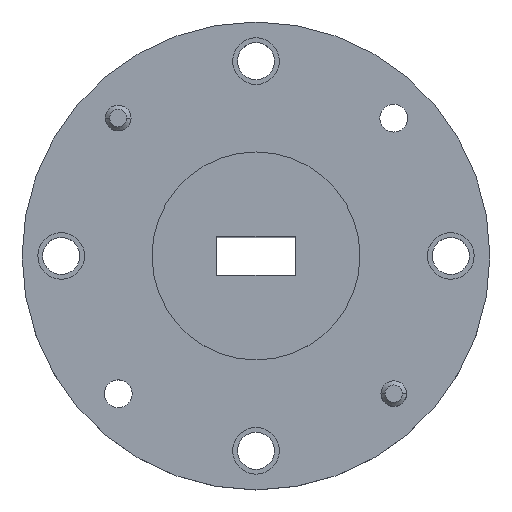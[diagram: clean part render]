
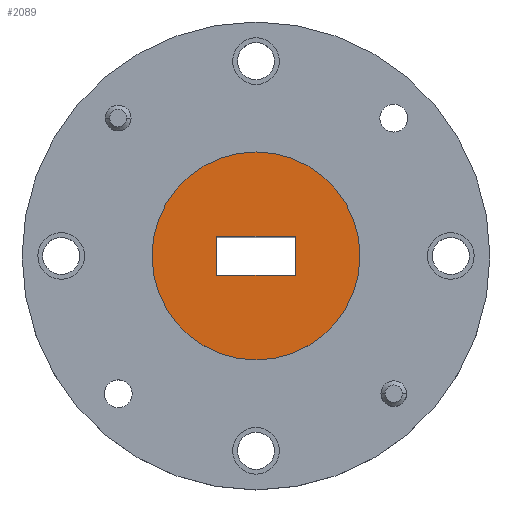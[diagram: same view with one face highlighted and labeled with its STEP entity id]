
A CAD part, top view. The second image highlights one B-rep face of the part: STEP entity #2089.
In plain terms, the highlighted planar face has unit normal (0, 0, 1).
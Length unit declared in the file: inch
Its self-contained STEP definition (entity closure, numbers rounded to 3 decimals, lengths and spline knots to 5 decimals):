
#37 = VECTOR ( 'NONE', #1170, 39.37008 ) ;
#98 = ORIENTED_EDGE ( 'NONE', *, *, #1542, .F. ) ;
#101 = CIRCLE ( 'NONE', #720, 0.25 ) ;
#118 = AXIS2_PLACEMENT_3D ( 'NONE', #2060, #1067, #1726 ) ;
#266 = VERTEX_POINT ( 'NONE', #1064 ) ;
#293 = EDGE_CURVE ( 'NONE', #266, #833, #1307, .T. ) ;
#294 = VERTEX_POINT ( 'NONE', #848 ) ;
#431 = EDGE_LOOP ( 'NONE', ( #98, #1620, #1452, #470 ) ) ;
#470 = ORIENTED_EDGE ( 'NONE', *, *, #1977, .F. ) ;
#523 = VECTOR ( 'NONE', #1890, 39.37008 ) ;
#542 = FACE_BOUND ( 'NONE', #431, .T. ) ;
#575 = VERTEX_POINT ( 'NONE', #2079 ) ;
#594 = CARTESIAN_POINT ( 'NONE',  ( 0., 0., 0. ) ) ;
#599 = EDGE_CURVE ( 'NONE', #833, #575, #1111, .T. ) ;
#661 = DIRECTION ( 'NONE',  ( 0., -1., 0. ) ) ;
#682 = EDGE_LOOP ( 'NONE', ( #971, #1074 ) ) ;
#700 = CIRCLE ( 'NONE', #118, 0.25 ) ;
#720 = AXIS2_PLACEMENT_3D ( 'NONE', #594, #1080, #1089 ) ;
#774 = VERTEX_POINT ( 'NONE', #1036 ) ;
#830 = CARTESIAN_POINT ( 'NONE',  ( -0.094, -0.047, 0. ) ) ;
#833 = VERTEX_POINT ( 'NONE', #1192 ) ;
#835 = CARTESIAN_POINT ( 'NONE',  ( -0.094, 0.047, 0. ) ) ;
#848 = CARTESIAN_POINT ( 'NONE',  ( 0.25, 0., 0. ) ) ;
#849 = FACE_OUTER_BOUND ( 'NONE', #682, .T. ) ;
#925 = EDGE_CURVE ( 'NONE', #294, #774, #101, .T. ) ;
#971 = ORIENTED_EDGE ( 'NONE', *, *, #1874, .T. ) ;
#987 = CARTESIAN_POINT ( 'NONE',  ( -0.094, 0.047, 0. ) ) ;
#1005 = PLANE ( 'NONE',  #2056 ) ;
#1036 = CARTESIAN_POINT ( 'NONE',  ( -0.25, 0., 0. ) ) ;
#1064 = CARTESIAN_POINT ( 'NONE',  ( -0.094, -0.047, 0. ) ) ;
#1067 = DIRECTION ( 'NONE',  ( 0., 0., 1. ) ) ;
#1074 = ORIENTED_EDGE ( 'NONE', *, *, #925, .T. ) ;
#1080 = DIRECTION ( 'NONE',  ( 0., 0., 1. ) ) ;
#1089 = DIRECTION ( 'NONE',  ( 1., 0., 0. ) ) ;
#1111 = LINE ( 'NONE', #1247, #523 ) ;
#1162 = CARTESIAN_POINT ( 'NONE',  ( 0., 0., 0. ) ) ;
#1170 = DIRECTION ( 'NONE',  ( 1., 0., 0. ) ) ;
#1192 = CARTESIAN_POINT ( 'NONE',  ( 0.094, -0.047, 0. ) ) ;
#1247 = CARTESIAN_POINT ( 'NONE',  ( 0.094, -0.047, 0. ) ) ;
#1307 = LINE ( 'NONE', #830, #37 ) ;
#1412 = VECTOR ( 'NONE', #661, 39.37008 ) ;
#1439 = LINE ( 'NONE', #1617, #1412 ) ;
#1452 = ORIENTED_EDGE ( 'NONE', *, *, #293, .F. ) ;
#1481 = DIRECTION ( 'NONE',  ( 0., 0., 1. ) ) ;
#1542 = EDGE_CURVE ( 'NONE', #575, #1630, #1801, .T. ) ;
#1617 = CARTESIAN_POINT ( 'NONE',  ( -0.094, -0.047, 0. ) ) ;
#1620 = ORIENTED_EDGE ( 'NONE', *, *, #599, .F. ) ;
#1630 = VERTEX_POINT ( 'NONE', #835 ) ;
#1644 = DIRECTION ( 'NONE',  ( 1., 0., 0. ) ) ;
#1660 = VECTOR ( 'NONE', #2094, 39.37008 ) ;
#1726 = DIRECTION ( 'NONE',  ( 1., 0., 0. ) ) ;
#1801 = LINE ( 'NONE', #987, #1660 ) ;
#1874 = EDGE_CURVE ( 'NONE', #774, #294, #700, .T. ) ;
#1890 = DIRECTION ( 'NONE',  ( 0., 1., 0. ) ) ;
#1977 = EDGE_CURVE ( 'NONE', #1630, #266, #1439, .T. ) ;
#2056 = AXIS2_PLACEMENT_3D ( 'NONE', #1162, #1481, #1644 ) ;
#2060 = CARTESIAN_POINT ( 'NONE',  ( 0., 0., 0. ) ) ;
#2079 = CARTESIAN_POINT ( 'NONE',  ( 0.094, 0.047, 0. ) ) ;
#2089 = ADVANCED_FACE ( 'NONE', ( #849, #542 ), #1005, .T. ) ;
#2094 = DIRECTION ( 'NONE',  ( -1., 0., 0. ) ) ;
